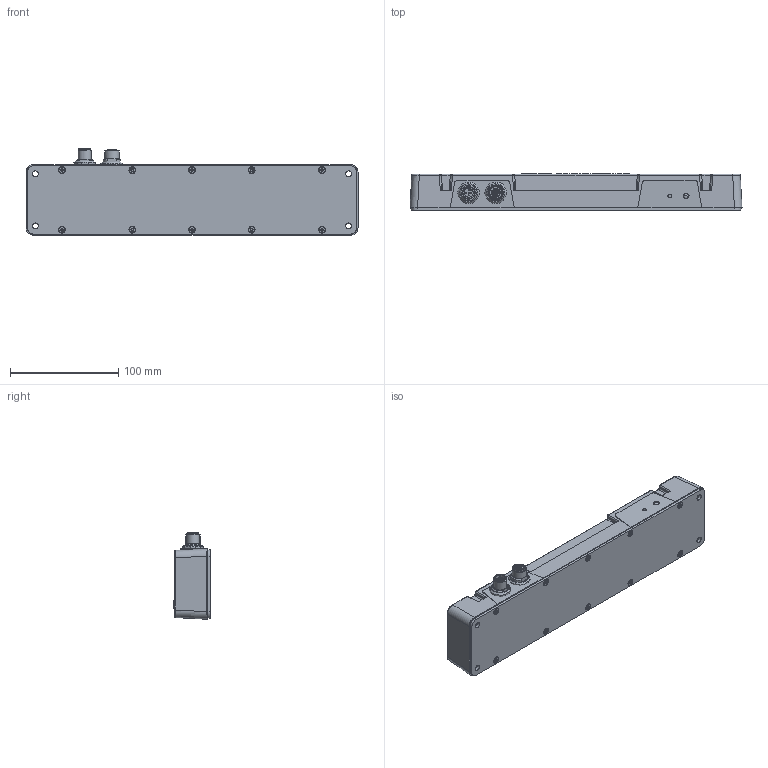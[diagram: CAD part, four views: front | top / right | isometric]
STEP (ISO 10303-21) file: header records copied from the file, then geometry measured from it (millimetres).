
FILE_DESCRIPTION (( 'STEP AP214' ), '1' );
FILE_NAME ('OELTBRZ300_ASSY_DAISY_CHAIN.STEP', '2021-07-19T10:48:47', ( '' ), ( '' ), 'SwSTEP 2.0', 'SolidWorks 2020', '' );
FILE_SCHEMA (( 'AUTOMOTIVE_DESIGN' ));
Length unit declared in the file: millimetre
Products named in the file (1): OELTBRZ300_ASSY_DAISY_CHAIN
Bounding box: 306.25 x 33.5 x 79.87 mm (x, y, z)
Surface area: 77857.6 mm2 (no closed solid volume)
Topology: 0 solids, 23 shells, 626 faces, 1978 edges, 1364 vertices
Faces by surface type: plane 249, cylinder 237, bspline 102, cone 25, sphere 12, torus 1
Full cylindrical faces by diameter (mm): 1 x5, 1.1 x1, 1.5 x5, 2.2 x1, 3.5 x1, 5.5 x15, 8.3 x1, 10.5 x1, 10.92 x1, 12 x1, 12.3 x1, 13.4 x1
Entity records: 31152 total; most frequent: CARTESIAN_POINT 8293, ORIENTED_EDGE 3330, DIRECTION 2895, EDGE_CURVE 1898, VERTEX_POINT 1356, AXIS2_PLACEMENT_3D 1004, LINE 887, VECTOR 887
